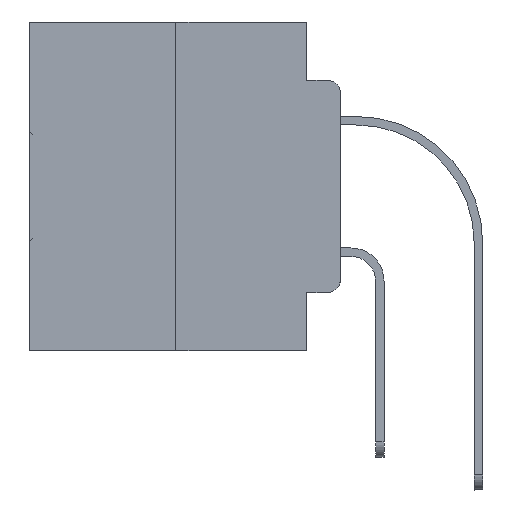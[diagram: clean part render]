
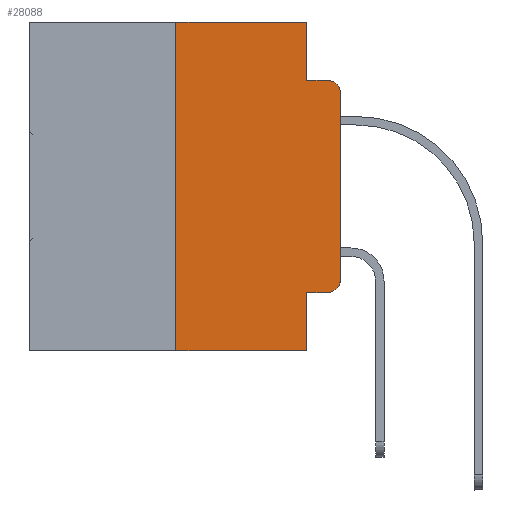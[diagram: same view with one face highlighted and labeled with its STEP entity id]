
A CAD part, left-side view. The second image highlights one B-rep face of the part: STEP entity #28088.
In plain terms, the highlighted planar face has unit normal (-1, 0, 0).
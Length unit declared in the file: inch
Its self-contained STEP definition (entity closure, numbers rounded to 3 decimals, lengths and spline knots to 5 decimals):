
#1379 = EDGE_CURVE ( 'NONE', #7056, #17872, #18915, .T. ) ;
#1597 = DIRECTION ( 'NONE',  ( 0., 0., -1. ) ) ;
#1969 = VERTEX_POINT ( 'NONE', #20617 ) ;
#2964 = VECTOR ( 'NONE', #9947, 39.37008 ) ;
#3828 = AXIS2_PLACEMENT_3D ( 'NONE', #31874, #15573, #7690 ) ;
#3860 = CARTESIAN_POINT ( 'NONE',  ( 0., 0.25, -0.5 ) ) ;
#3884 = ORIENTED_EDGE ( 'NONE', *, *, #13319, .F. ) ;
#4194 = CARTESIAN_POINT ( 'NONE',  ( 0., 0.473, 0. ) ) ;
#5033 = VERTEX_POINT ( 'NONE', #31439 ) ;
#5167 = ORIENTED_EDGE ( 'NONE', *, *, #1379, .T. ) ;
#5252 = VECTOR ( 'NONE', #9594, 39.37008 ) ;
#5436 = VECTOR ( 'NONE', #26467, 39.37008 ) ;
#6099 = EDGE_CURVE ( 'NONE', #15714, #7204, #28307, .T. ) ;
#6196 = EDGE_CURVE ( 'NONE', #5033, #18854, #17615, .T. ) ;
#7030 = VECTOR ( 'NONE', #20755, 39.37008 ) ;
#7056 = VERTEX_POINT ( 'NONE', #17013 ) ;
#7204 = VERTEX_POINT ( 'NONE', #31536 ) ;
#7584 = CARTESIAN_POINT ( 'NONE',  ( 0., 0.051, -0.5 ) ) ;
#7690 = DIRECTION ( 'NONE',  ( 0., 0., -1. ) ) ;
#8327 = ORIENTED_EDGE ( 'NONE', *, *, #27316, .T. ) ;
#8551 = VECTOR ( 'NONE', #9720, 39.37008 ) ;
#9594 = DIRECTION ( 'NONE',  ( 0., 0., 1. ) ) ;
#9720 = DIRECTION ( 'NONE',  ( 0., -1., 0. ) ) ;
#9947 = DIRECTION ( 'NONE',  ( 0., 0., 1. ) ) ;
#10520 = LINE ( 'NONE', #31908, #5436 ) ;
#11365 = DIRECTION ( 'NONE',  ( 0., -1., 0. ) ) ;
#12422 = DIRECTION ( 'NONE',  ( 1., 0., 0. ) ) ;
#12553 = CIRCLE ( 'NONE', #25993, 0.02 ) ;
#12656 = CARTESIAN_POINT ( 'NONE',  ( 0., 0.02, -0.3915 ) ) ;
#13319 = EDGE_CURVE ( 'NONE', #29215, #15714, #23276, .T. ) ;
#13772 = CARTESIAN_POINT ( 'NONE',  ( 0., 0.25, 0. ) ) ;
#14798 = CARTESIAN_POINT ( 'NONE',  ( 0., 0.473, -0.5 ) ) ;
#14933 = CARTESIAN_POINT ( 'NONE',  ( 0., 0.051, 0. ) ) ;
#15573 = DIRECTION ( 'NONE',  ( -1., 0., 0. ) ) ;
#15714 = VERTEX_POINT ( 'NONE', #13772 ) ;
#16604 = ORIENTED_EDGE ( 'NONE', *, *, #24263, .T. ) ;
#16809 = CARTESIAN_POINT ( 'NONE',  ( 0., 0.051, -0.4115 ) ) ;
#17013 = CARTESIAN_POINT ( 'NONE',  ( 0., 0.051, -0.4115 ) ) ;
#17615 = LINE ( 'NONE', #31285, #8551 ) ;
#17872 = VERTEX_POINT ( 'NONE', #26673 ) ;
#17913 = ORIENTED_EDGE ( 'NONE', *, *, #27729, .F. ) ;
#17973 = CARTESIAN_POINT ( 'NONE',  ( 0., 0.473, 0. ) ) ;
#18854 = VERTEX_POINT ( 'NONE', #23720 ) ;
#18915 = LINE ( 'NONE', #16809, #34053 ) ;
#18940 = CIRCLE ( 'NONE', #3828, 0.02 ) ;
#19655 = EDGE_CURVE ( 'NONE', #28111, #18854, #18940, .T. ) ;
#20497 = PLANE ( 'NONE',  #31150 ) ;
#20599 = DIRECTION ( 'NONE',  ( 0., -1., 0. ) ) ;
#20617 = CARTESIAN_POINT ( 'NONE',  ( 0., 0., -0.3915 ) ) ;
#20687 = ORIENTED_EDGE ( 'NONE', *, *, #33356, .F. ) ;
#20755 = DIRECTION ( 'NONE',  ( 0., -1., 0. ) ) ;
#22001 = VECTOR ( 'NONE', #20599, 39.37008 ) ;
#22240 = ORIENTED_EDGE ( 'NONE', *, *, #19655, .T. ) ;
#22263 = ORIENTED_EDGE ( 'NONE', *, *, #29831, .T. ) ;
#22755 = CARTESIAN_POINT ( 'NONE',  ( 0., 0., 0. ) ) ;
#23276 = LINE ( 'NONE', #33954, #2964 ) ;
#23544 = DIRECTION ( 'NONE',  ( 0., 0., -1. ) ) ;
#23720 = CARTESIAN_POINT ( 'NONE',  ( 0., 0.02, -0.0885 ) ) ;
#24263 = EDGE_CURVE ( 'NONE', #17872, #1969, #12553, .T. ) ;
#25507 = ORIENTED_EDGE ( 'NONE', *, *, #6099, .F. ) ;
#25739 = EDGE_LOOP ( 'NONE', ( #22263, #22240, #29805, #17913, #25507, #3884, #8327, #20687, #5167, #16604 ) ) ;
#25759 = DIRECTION ( 'NONE',  ( 0., 0., -1. ) ) ;
#25884 = LINE ( 'NONE', #22755, #5252 ) ;
#25993 = AXIS2_PLACEMENT_3D ( 'NONE', #12656, #34037, #23544 ) ;
#26467 = DIRECTION ( 'NONE',  ( 0., 0., -1. ) ) ;
#26673 = CARTESIAN_POINT ( 'NONE',  ( 0., 0.02, -0.4115 ) ) ;
#27316 = EDGE_CURVE ( 'NONE', #29215, #31484, #31093, .T. ) ;
#27729 = EDGE_CURVE ( 'NONE', #7204, #5033, #33512, .T. ) ;
#28045 = CARTESIAN_POINT ( 'NONE',  ( 0., 0., -0.1085 ) ) ;
#28088 = ADVANCED_FACE ( 'NONE', ( #30840 ), #20497, .F. ) ;
#28111 = VERTEX_POINT ( 'NONE', #28045 ) ;
#28307 = LINE ( 'NONE', #17973, #22001 ) ;
#29215 = VERTEX_POINT ( 'NONE', #3860 ) ;
#29805 = ORIENTED_EDGE ( 'NONE', *, *, #6196, .F. ) ;
#29831 = EDGE_CURVE ( 'NONE', #1969, #28111, #25884, .T. ) ;
#30840 = FACE_OUTER_BOUND ( 'NONE', #25739, .T. ) ;
#31093 = LINE ( 'NONE', #14798, #7030 ) ;
#31123 = VECTOR ( 'NONE', #1597, 39.37008 ) ;
#31150 = AXIS2_PLACEMENT_3D ( 'NONE', #4194, #12422, #25759 ) ;
#31285 = CARTESIAN_POINT ( 'NONE',  ( 0., 0.051, -0.0885 ) ) ;
#31439 = CARTESIAN_POINT ( 'NONE',  ( 0., 0.051, -0.0885 ) ) ;
#31484 = VERTEX_POINT ( 'NONE', #7584 ) ;
#31536 = CARTESIAN_POINT ( 'NONE',  ( 0., 0.051, 0. ) ) ;
#31874 = CARTESIAN_POINT ( 'NONE',  ( 0., 0.02, -0.1085 ) ) ;
#31908 = CARTESIAN_POINT ( 'NONE',  ( 0., 0.051, 0. ) ) ;
#33356 = EDGE_CURVE ( 'NONE', #7056, #31484, #10520, .T. ) ;
#33512 = LINE ( 'NONE', #14933, #31123 ) ;
#33954 = CARTESIAN_POINT ( 'NONE',  ( 0., 0.25, 0. ) ) ;
#34037 = DIRECTION ( 'NONE',  ( -1., 0., 0. ) ) ;
#34053 = VECTOR ( 'NONE', #11365, 39.37008 ) ;
